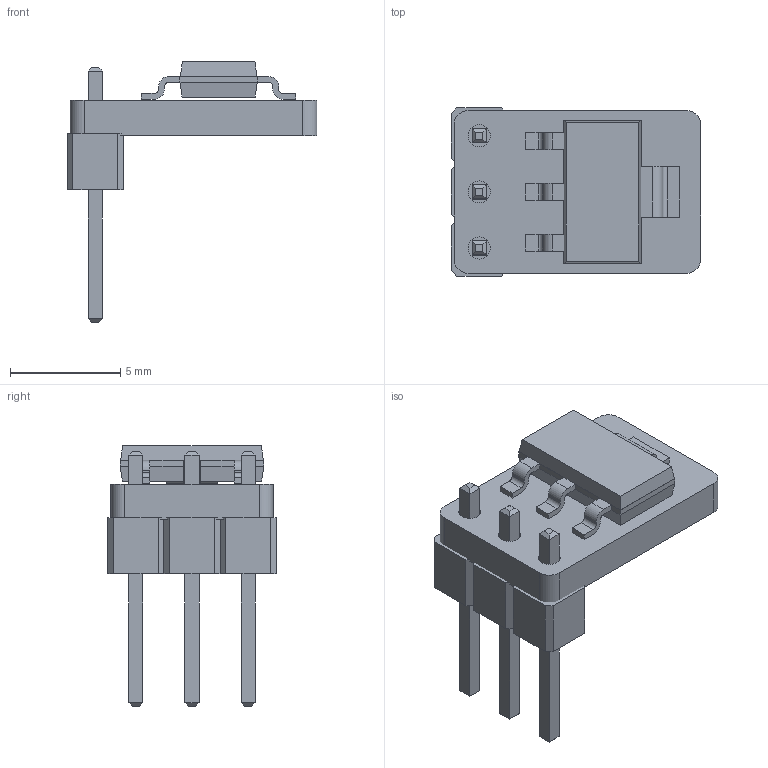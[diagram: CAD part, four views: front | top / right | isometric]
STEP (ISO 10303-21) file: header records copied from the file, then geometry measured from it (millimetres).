
FILE_DESCRIPTION(('KiCad electronic assembly'),'2;1');
FILE_NAME('ON_Semi_NCP1117LPST50T3G.step','2019-01-02T19:32:48',( 'An Author'),('A Company'),'Open CASCADE STEP processor 6.9', 'KiCad to STEP converter','Unknown');
FILE_SCHEMA(('AUTOMOTIVE_DESIGN { 1 0 10303 214 1 1 1 1 }'));
Length unit declared in the file: millimetre
Products named in the file (6): Open CASCADE STEP translator 6.9 1; PinHeader_1x03_P254mm_Vertical_Bottom; SOLID; ON_Semi_NCP1117LPST50T3G_SOT-223-3; COMPOUND
Assembly tree (5 placements, depth 3):
  Open CASCADE STEP translator 6.9 1
    PinHeader_1x03_P254mm_Vertical_Bottom
      SOLID
    ON_Semi_NCP1117LPST50T3G_SOT-223-3
      SOLID
    COMPOUND
Bounding box: 11.3 x 7.62 x 11.8 mm (x, y, z)
Volume: 224.2 mm3; surface area: 488.3 mm2
Topology: 3 solids, 3 shells, 167 faces, 413 edges, 258 vertices
Faces by surface type: plane 128, cylinder 23, bspline 16
Full cylindrical faces by diameter (mm): 1 x3
Entity records: 11396 total; most frequent: CARTESIAN_POINT 1862, DIRECTION 1535, LINE 1099, VECTOR 1099, ORIENTED_EDGE 826, PCURVE 826, DEFINITIONAL_REPRESENTATION 826, EDGE_CURVE 413
